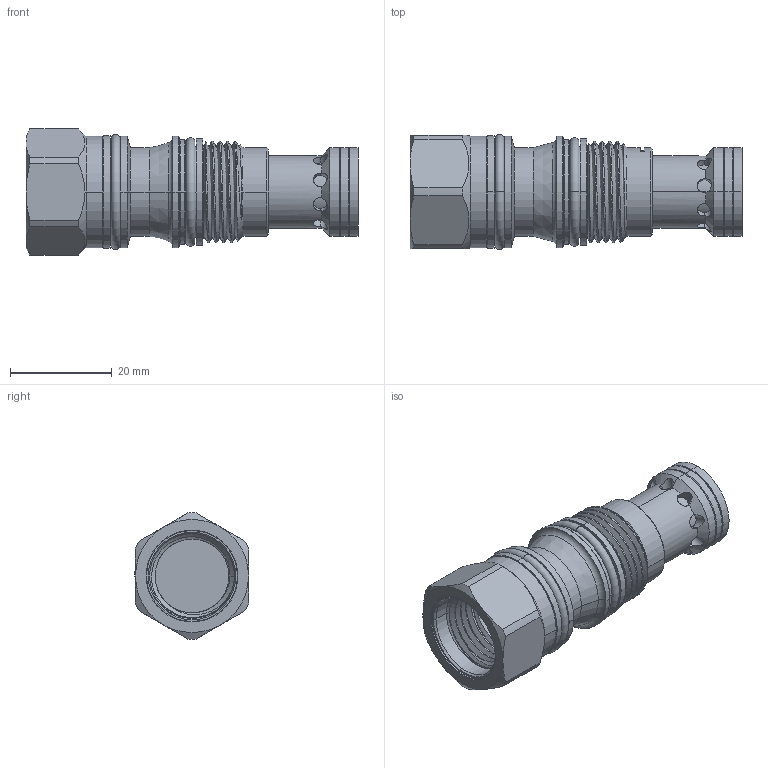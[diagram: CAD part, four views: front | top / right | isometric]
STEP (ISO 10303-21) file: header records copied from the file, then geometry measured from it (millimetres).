
FILE_DESCRIPTION (( 'STEP AP203' ), '1' );
FILE_NAME ('RV11A3G-8.STEP', '2016-08-08T07:54:14', ( '' ), ( '' ), 'SwSTEP 2.0', 'SolidWorks 2012', '' );
FILE_SCHEMA (( 'CONFIG_CONTROL_DESIGN' ));
Length unit declared in the file: millimetre
Products named in the file (1): RV11A3G-8
Bounding box: 65.2 x 22.55 x 24.79 mm (x, y, z)
Volume: 15921.7 mm3; surface area: 8208.4 mm2
Topology: 3 solids, 3 shells, 197 faces, 477 edges, 300 vertices
Faces by surface type: cylinder 107, cone 42, plane 29, torus 10, bspline 7, sphere 2
Entity records: 9828 total; most frequent: CARTESIAN_POINT 5310, ORIENTED_EDGE 954, DIRECTION 913, EDGE_CURVE 477, AXIS2_PLACEMENT_3D 384, VERTEX_POINT 300, EDGE_LOOP 215, FACE_OUTER_BOUND 197
